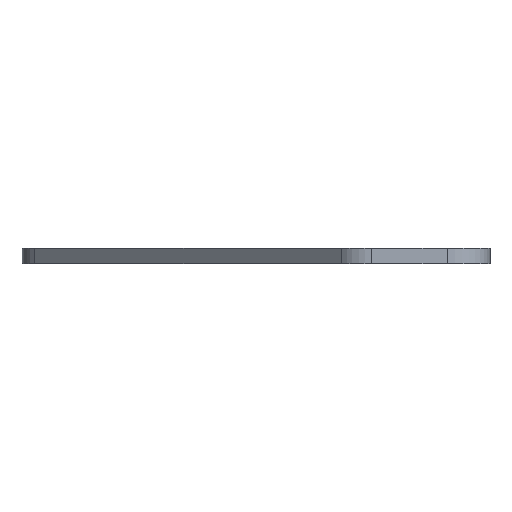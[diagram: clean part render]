
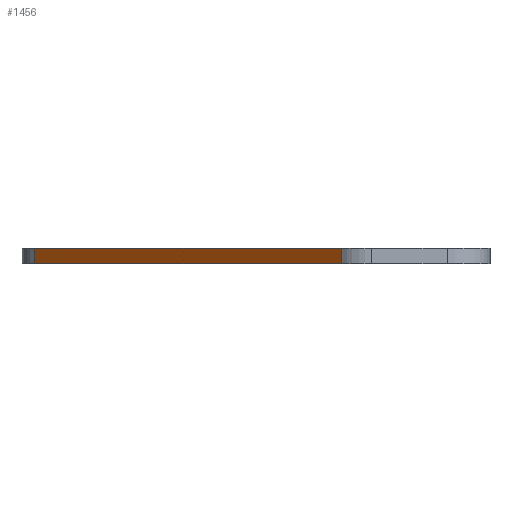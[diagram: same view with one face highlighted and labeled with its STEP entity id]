
A CAD part, left-side view. The second image highlights one B-rep face of the part: STEP entity #1456.
In plain terms, the highlighted planar face has unit normal (-0.707, 0.707, 0).
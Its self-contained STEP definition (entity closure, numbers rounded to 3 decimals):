
#212=CARTESIAN_POINT('',(-14.195,-5.478,-0.5));
#213=VERTEX_POINT('',#212);
#221=CARTESIAN_POINT('',(5.478,14.195,-0.5));
#222=VERTEX_POINT('',#221);
#223=CARTESIAN_POINT('',(5.478,14.195,-0.5));
#224=DIRECTION('',(-0.707,-0.707,0.0));
#225=VECTOR('',#224,27.822);
#226=LINE('',#223,#225);
#227=EDGE_CURVE('',#222,#213,#226,.T.);
#456=CARTESIAN_POINT('',(5.478,14.195,0.5));
#457=VERTEX_POINT('',#456);
#458=CARTESIAN_POINT('',(5.478,14.195,-0.5));
#459=DIRECTION('',(0.0,0.0,1.0));
#460=VECTOR('',#459,1.0);
#461=LINE('',#458,#460);
#462=EDGE_CURVE('',#222,#457,#461,.T.);
#586=CARTESIAN_POINT('',(-14.195,-5.478,0.5));
#587=VERTEX_POINT('',#586);
#588=CARTESIAN_POINT('',(-14.195,-5.478,0.5));
#589=DIRECTION('',(0.707,0.707,0.0));
#590=VECTOR('',#589,27.822);
#591=LINE('',#588,#590);
#592=EDGE_CURVE('',#587,#457,#591,.T.);
#835=CARTESIAN_POINT('',(-14.195,-5.478,0.5));
#836=DIRECTION('',(0.0,0.0,-1.0));
#837=VECTOR('',#836,1.0);
#838=LINE('',#835,#837);
#839=EDGE_CURVE('',#587,#213,#838,.T.);
#1445=CARTESIAN_POINT('',(-15.,-6.284,0.0));
#1446=DIRECTION('',(-0.707,0.707,0.0));
#1447=DIRECTION('',(0.0,0.0,1.0));
#1448=AXIS2_PLACEMENT_3D('',#1445,#1446,#1447);
#1449=PLANE('',#1448);
#1450=ORIENTED_EDGE('',*,*,#462,.F.);
#1451=ORIENTED_EDGE('',*,*,#227,.T.);
#1452=ORIENTED_EDGE('',*,*,#839,.F.);
#1453=ORIENTED_EDGE('',*,*,#592,.T.);
#1454=EDGE_LOOP('',(#1450,#1451,#1452,#1453));
#1455=FACE_OUTER_BOUND('',#1454,.T.);
#1456=ADVANCED_FACE('',(#1455),#1449,.T.);
